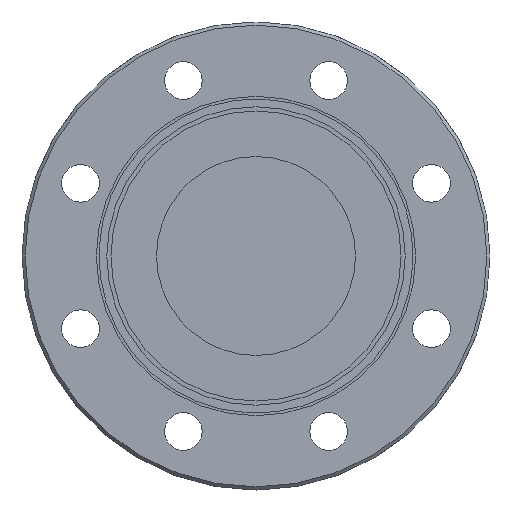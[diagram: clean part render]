
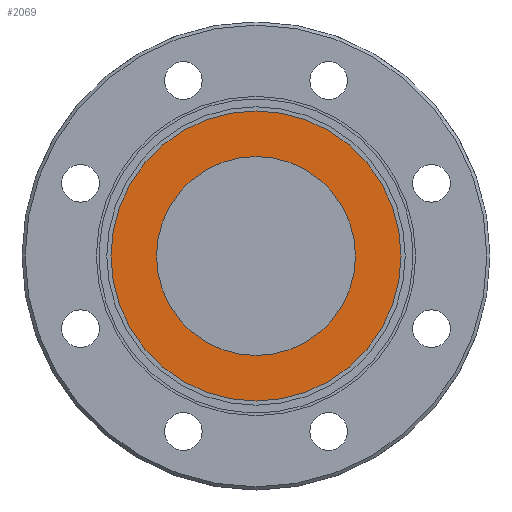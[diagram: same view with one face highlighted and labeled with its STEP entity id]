
A CAD part, front view. The second image highlights one B-rep face of the part: STEP entity #2069.
In plain terms, the highlighted planar face has unit normal (0, -1, 0).
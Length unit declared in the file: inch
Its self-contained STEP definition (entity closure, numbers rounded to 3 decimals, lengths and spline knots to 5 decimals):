
#487 = AXIS2_PLACEMENT_3D ( 'NONE', #1274, #1270, #1388 ) ;
#497 = CIRCLE ( 'NONE', #487, 0.95 ) ;
#498 = AXIS2_PLACEMENT_3D ( 'NONE', #1389, #1324, #1327 ) ;
#501 = CIRCLE ( 'NONE', #498, 1.385 ) ;
#608 = AXIS2_PLACEMENT_3D ( 'NONE', #1735, #1765, #1764 ) ;
#670 = EDGE_CURVE ( 'NONE', #1118, #1087, #501, .T. ) ;
#677 = EDGE_CURVE ( 'NONE', #1096, #997, #497, .T. ) ;
#932 = ORIENTED_EDGE ( 'NONE', *, *, #2309, .F. ) ;
#997 = VERTEX_POINT ( 'NONE', #1899 ) ;
#1011 = ORIENTED_EDGE ( 'NONE', *, *, #670, .T. ) ;
#1079 = ORIENTED_EDGE ( 'NONE', *, *, #677, .F. ) ;
#1087 = VERTEX_POINT ( 'NONE', #1834 ) ;
#1096 = VERTEX_POINT ( 'NONE', #1842 ) ;
#1097 = ORIENTED_EDGE ( 'NONE', *, *, #2314, .T. ) ;
#1118 = VERTEX_POINT ( 'NONE', #1824 ) ;
#1270 = DIRECTION ( 'NONE',  ( 0., -1., 0. ) ) ;
#1274 = CARTESIAN_POINT ( 'NONE',  ( 0., 0., 0. ) ) ;
#1324 = DIRECTION ( 'NONE',  ( 0., -1., 0. ) ) ;
#1327 = DIRECTION ( 'NONE',  ( 0., 0., -1. ) ) ;
#1388 = DIRECTION ( 'NONE',  ( 0., 0., -1. ) ) ;
#1389 = CARTESIAN_POINT ( 'NONE',  ( 0., 0., 0. ) ) ;
#1546 = DIRECTION ( 'NONE',  ( 0., 0., -1. ) ) ;
#1547 = DIRECTION ( 'NONE',  ( 0., -1., 0. ) ) ;
#1549 = CARTESIAN_POINT ( 'NONE',  ( 0., 0., 0. ) ) ;
#1573 = DIRECTION ( 'NONE',  ( 0., 0., -1. ) ) ;
#1574 = DIRECTION ( 'NONE',  ( 0., -1., 0. ) ) ;
#1576 = CARTESIAN_POINT ( 'NONE',  ( 0., 0., 0. ) ) ;
#1735 = CARTESIAN_POINT ( 'NONE',  ( 0.95, 0., 0. ) ) ;
#1764 = DIRECTION ( 'NONE',  ( 0., 0., -1. ) ) ;
#1765 = DIRECTION ( 'NONE',  ( 0., -1., 0. ) ) ;
#1767 = PLANE ( 'NONE',  #608 ) ;
#1768 = FACE_BOUND ( 'NONE', #2549, .T. ) ;
#1771 = FACE_OUTER_BOUND ( 'NONE', #2433, .T. ) ;
#1824 = CARTESIAN_POINT ( 'NONE',  ( 0., 0., -1.385 ) ) ;
#1834 = CARTESIAN_POINT ( 'NONE',  ( 0., 0., 1.385 ) ) ;
#1842 = CARTESIAN_POINT ( 'NONE',  ( 0., 0., 0.95 ) ) ;
#1899 = CARTESIAN_POINT ( 'NONE',  ( 0., 0., -0.95 ) ) ;
#2069 = ADVANCED_FACE ( 'NONE', ( #1771, #1768 ), #1767, .T. ) ;
#2109 = CIRCLE ( 'NONE', #2151, 0.95 ) ;
#2123 = CIRCLE ( 'NONE', #2157, 1.385 ) ;
#2151 = AXIS2_PLACEMENT_3D ( 'NONE', #1576, #1574, #1573 ) ;
#2157 = AXIS2_PLACEMENT_3D ( 'NONE', #1549, #1547, #1546 ) ;
#2309 = EDGE_CURVE ( 'NONE', #997, #1096, #2109, .T. ) ;
#2314 = EDGE_CURVE ( 'NONE', #1087, #1118, #2123, .T. ) ;
#2433 = EDGE_LOOP ( 'NONE', ( #1011, #1097 ) ) ;
#2549 = EDGE_LOOP ( 'NONE', ( #932, #1079 ) ) ;
